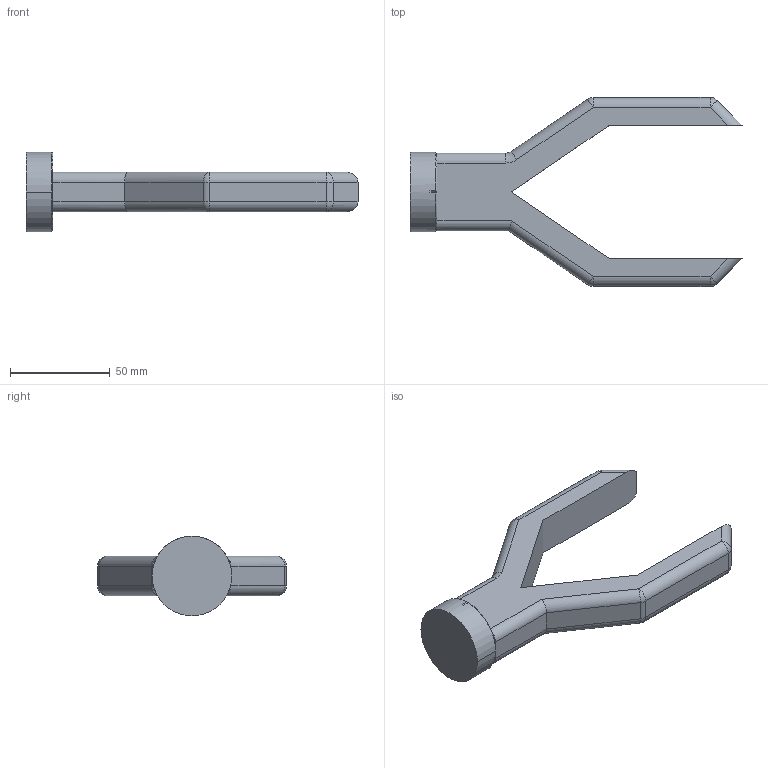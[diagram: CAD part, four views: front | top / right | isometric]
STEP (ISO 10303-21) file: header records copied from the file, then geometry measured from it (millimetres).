
FILE_DESCRIPTION (( 'STEP AP214' ), '1' );
FILE_NAME ('Axis6_Default_sldprt.STEP', '2017-04-13T13:35:05', ( 'Jeffrey Minnaard' ), ( 'HP' ), 'SwSTEP 2.0', 'SolidWorks 2016', '' );
FILE_SCHEMA (( 'AUTOMOTIVE_DESIGN' ));
Length unit declared in the file: millimetre
Products named in the file (1): Axis6_Default_sldprt
Bounding box: 166.5 x 94.77 x 40 mm (x, y, z)
Volume: 115100.8 mm3; surface area: 27219.8 mm2
Topology: 3 solids, 3 shells, 97 faces, 235 edges, 129 vertices
Faces by surface type: cylinder 41, plane 24, cone 20, sphere 8, bspline 2, torus 2
Entity records: 2753 total; most frequent: CARTESIAN_POINT 562, DIRECTION 465, ORIENTED_EDGE 422, EDGE_CURVE 211, AXIS2_PLACEMENT_3D 176, VERTEX_POINT 129, VECTOR 113, LINE 113
